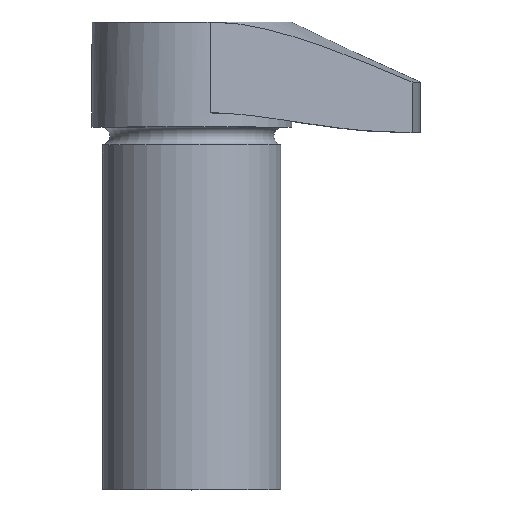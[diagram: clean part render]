
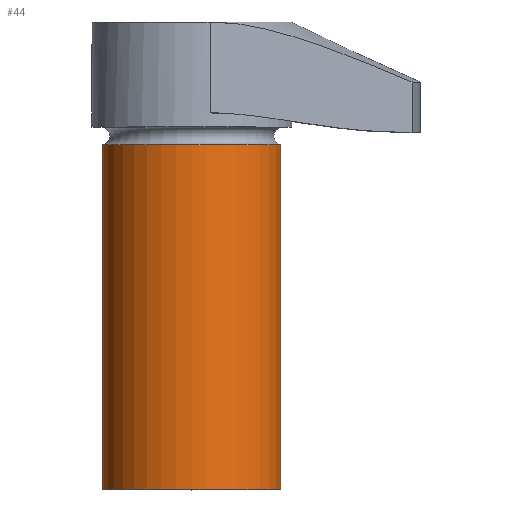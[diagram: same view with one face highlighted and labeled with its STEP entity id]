
A CAD part, top view. The second image highlights one B-rep face of the part: STEP entity #44.
In plain terms, the highlighted cylindrical face has radius 12.5 mm (diameter 25 mm), a full revolution.
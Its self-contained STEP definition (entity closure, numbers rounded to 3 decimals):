
#44 = ADVANCED_FACE( '', ( #94, #95 ), #96, .T. );
#94 = FACE_OUTER_BOUND( '', #152, .T. );
#95 = FACE_OUTER_BOUND( '', #153, .T. );
#96 = CYLINDRICAL_SURFACE( '', #154, 12.5 );
#152 = EDGE_LOOP( '', ( #238 ) );
#153 = EDGE_LOOP( '', ( #239 ) );
#154 = AXIS2_PLACEMENT_3D( '', #240, #241, #242 );
#238 = ORIENTED_EDGE( '', *, *, #324, .T. );
#239 = ORIENTED_EDGE( '', *, *, #325, .F. );
#240 = CARTESIAN_POINT( '', ( 0., 15.5, 0. ) );
#241 = DIRECTION( '', ( 0., -1., 0. ) );
#242 = DIRECTION( '', ( 0., 0., 1. ) );
#324 = EDGE_CURVE( '', #370, #370, #371, .T. );
#325 = EDGE_CURVE( '', #372, #372, #373, .T. );
#370 = VERTEX_POINT( '', #425 );
#371 = CIRCLE( '', #426, 12.5 );
#372 = VERTEX_POINT( '', #427 );
#373 = CIRCLE( '', #428, 12.5 );
#425 = CARTESIAN_POINT( '', ( 0., -50., 12.5 ) );
#426 = AXIS2_PLACEMENT_3D( '', #527, #528, #529 );
#427 = CARTESIAN_POINT( '', ( 0., -1.7, 12.5 ) );
#428 = AXIS2_PLACEMENT_3D( '', #530, #531, #532 );
#527 = CARTESIAN_POINT( '', ( 0., -50., 0. ) );
#528 = DIRECTION( '', ( 0., 1., 0. ) );
#529 = DIRECTION( '', ( 0., 0., 1. ) );
#530 = CARTESIAN_POINT( '', ( 0., -1.7, 0. ) );
#531 = DIRECTION( '', ( 0., 1., 0. ) );
#532 = DIRECTION( '', ( 0., 0., 1. ) );
